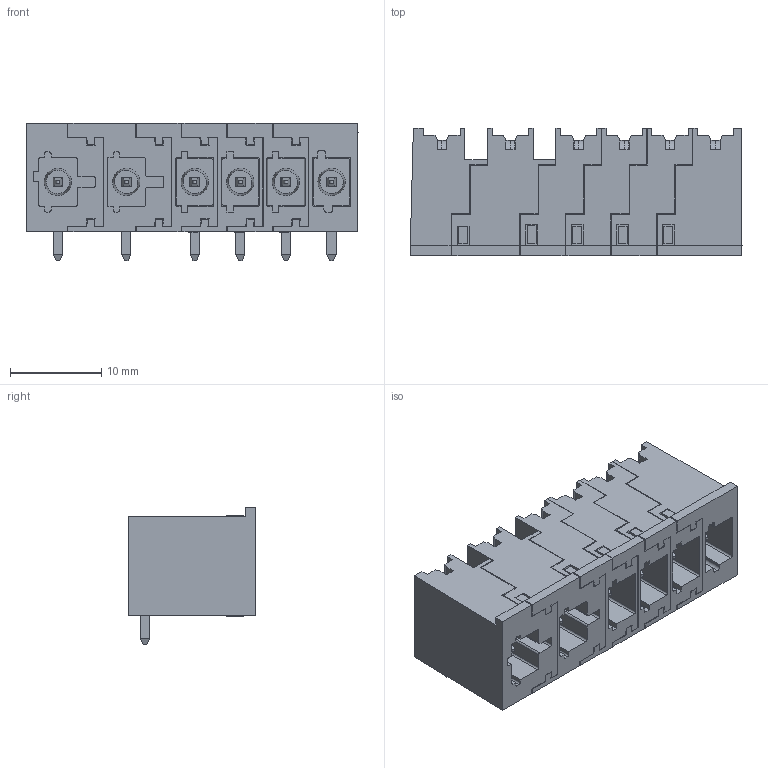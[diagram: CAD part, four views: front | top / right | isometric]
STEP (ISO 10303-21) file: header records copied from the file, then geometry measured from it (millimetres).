
FILE_DESCRIPTION(('CATIA V5 STEP Exchange','CAx-IF Rec.Pracs.--- Model Styling and Organization---1.4--- 2014-01-23'),'2;1');
FILE_NAME ('1361798-2_0', '2021-10-26T11:31:12+00:00', ('none'), ('Weidmueller'), 'CATIA Version 5-6 Release 2016 SP3 HF44', 'CATIA V5 STEP AP214', 'none');
FILE_SCHEMA(('AUTOMOTIVE_DESIGN { 1 0 10303 214 1 1 1 1 }'));
Length unit declared in the file: millimetre
Products named in the file (1): 8000078341
Bounding box: 36.4 x 14 x 15.1 mm (x, y, z)
Volume: 3806 mm3; surface area: 6774.1 mm2
Topology: 12 solids, 12 shells, 720 faces, 2012 edges, 1327 vertices
Faces by surface type: plane 626, cylinder 34, extrusion 24, revolution 24, cone 12
Entity records: 23824 total; most frequent: CARTESIAN_POINT 5446, ORIENTED_EDGE 4024, DIRECTION 3296, EDGE_CURVE 2012, VECTOR 1842, LINE 1818, VERTEX_POINT 1327, EDGE_LOOP 763
